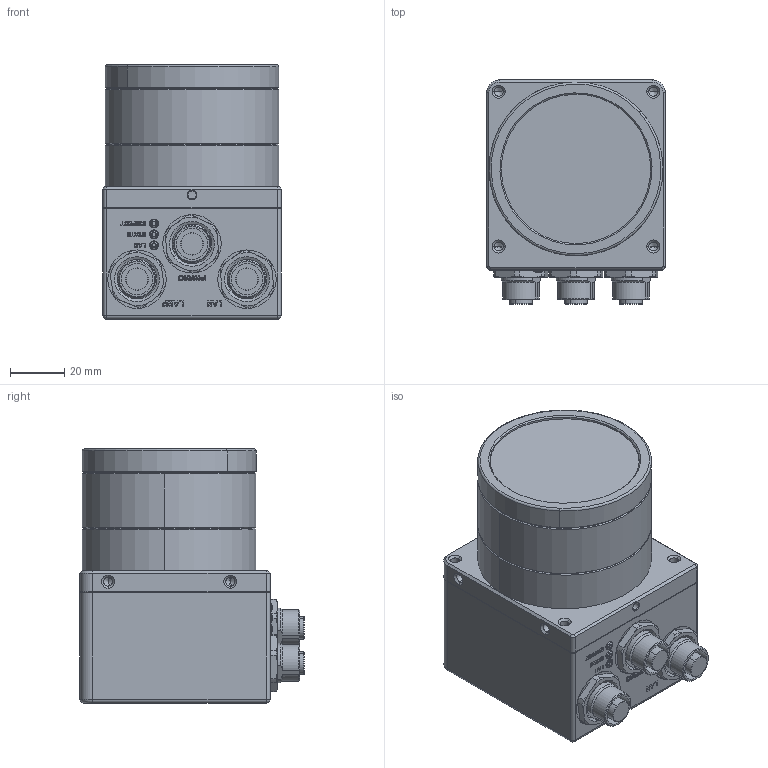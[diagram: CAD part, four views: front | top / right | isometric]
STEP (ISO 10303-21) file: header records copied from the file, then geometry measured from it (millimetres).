
FILE_DESCRIPTION((''),'2;1');
FILE_NAME('CAD-7144_SW0001','2021-02-16T10:27:55',('creinig-se'),(''),'CREO PARAMETRIC BY PTC INC, 2019292','CREO PARAMETRIC BY PTC INC, 2019292','');
FILE_SCHEMA(('CONFIG_CONTROL_DESIGN','SHAPE_APPEARANCE_LAYERS_GROUPS'));
Length unit declared in the file: millimetre
Products named in the file (1): CAD-7144_SW0001
Bounding box: 65.7 x 82.5 x 93.6 mm (x, y, z)
Volume: 367968.3 mm3; surface area: 39850.7 mm2
Topology: 1 solids, 1 shells, 788 faces, 2060 edges, 1332 vertices
Faces by surface type: plane 348, cylinder 197, cone 142, extrusion 77, torus 22, sphere 2
Entity records: 34509 total; most frequent: CARTESIAN_POINT 9129, ORIENTED_EDGE 4070, DIRECTION 3791, EDGE_CURVE 2035, VERTEX_POINT 1326, VECTOR 1273, AXIS2_PLACEMENT_3D 1259, LINE 1196
